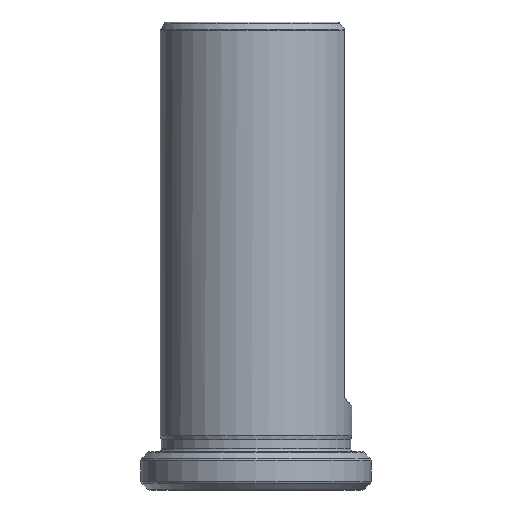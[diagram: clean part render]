
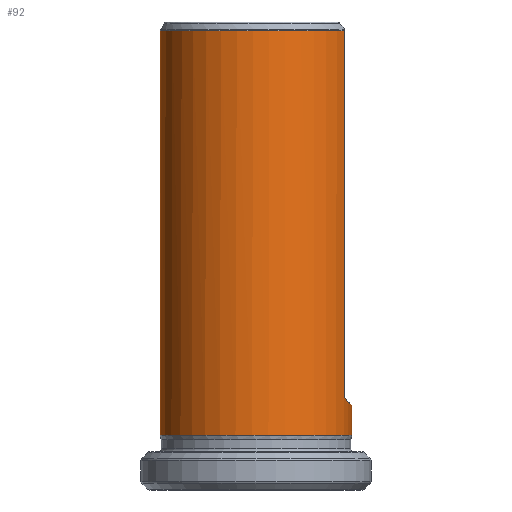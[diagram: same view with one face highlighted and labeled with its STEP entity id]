
A CAD part, left-side view. The second image highlights one B-rep face of the part: STEP entity #92.
In plain terms, the highlighted cylindrical face has radius 12.5 mm (diameter 25 mm), a full revolution.
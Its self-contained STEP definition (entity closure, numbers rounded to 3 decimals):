
#47=ELLIPSE('',#416,17.678,12.5);
#50=LINE('',#605,#55);
#51=LINE('',#609,#56);
#55=VECTOR('',#505,1.);
#56=VECTOR('',#508,1.);
#70=CYLINDRICAL_SURFACE('',#417,12.5);
#92=ADVANCED_FACE('',(#136,#137),#70,.T.);
#136=FACE_BOUND('',#174,.T.);
#137=FACE_BOUND('',#175,.T.);
#174=EDGE_LOOP('',(#218));
#175=EDGE_LOOP('',(#219,#220,#221,#222));
#218=ORIENTED_EDGE('',*,*,#307,.F.);
#219=ORIENTED_EDGE('',*,*,#311,.T.);
#220=ORIENTED_EDGE('',*,*,#312,.F.);
#221=ORIENTED_EDGE('',*,*,#313,.F.);
#222=ORIENTED_EDGE('',*,*,#314,.F.);
#277=VERTEX_POINT('',#590);
#281=VERTEX_POINT('',#603);
#282=VERTEX_POINT('',#604);
#283=VERTEX_POINT('',#606);
#284=VERTEX_POINT('',#608);
#307=EDGE_CURVE('',#277,#277,#343,.T.);
#311=EDGE_CURVE('',#281,#282,#347,.T.);
#312=EDGE_CURVE('',#283,#282,#50,.T.);
#313=EDGE_CURVE('',#284,#283,#47,.T.);
#314=EDGE_CURVE('',#281,#284,#51,.T.);
#343=CIRCLE('',#406,12.5);
#347=CIRCLE('',#415,12.5);
#406=AXIS2_PLACEMENT_3D('',#589,#485,#486);
#415=AXIS2_PLACEMENT_3D('',#602,#503,#504);
#416=AXIS2_PLACEMENT_3D('',#607,#506,#507);
#417=AXIS2_PLACEMENT_3D('',#610,#509,#510);
#485=DIRECTION('',(0.,0.,-1.));
#486=DIRECTION('',(0.,-1.,0.));
#503=DIRECTION('',(0.,0.,-1.));
#504=DIRECTION('',(0.,1.,0.));
#505=DIRECTION('',(0.,0.,1.));
#506=DIRECTION('',(0.,-0.707,0.707));
#507=DIRECTION('',(0.,0.707,0.707));
#508=DIRECTION('',(0.,0.,-1.));
#509=DIRECTION('',(0.,0.,1.));
#510=DIRECTION('',(0.,1.,0.));
#589=CARTESIAN_POINT('',(0.,0.,2.127));
#590=CARTESIAN_POINT('',(0.,-12.5,2.127));
#602=CARTESIAN_POINT('',(0.,0.,54.866));
#603=CARTESIAN_POINT('',(-4.899,-11.5,54.866));
#604=CARTESIAN_POINT('',(4.899,-11.5,54.866));
#605=CARTESIAN_POINT('',(4.899,-11.5,60.));
#606=CARTESIAN_POINT('',(4.899,-11.5,7.));
#607=CARTESIAN_POINT('',(0.,0.,18.5));
#608=CARTESIAN_POINT('',(-4.899,-11.5,7.));
#609=CARTESIAN_POINT('',(-4.899,-11.5,60.));
#610=CARTESIAN_POINT('',(0.,0.,60.));
